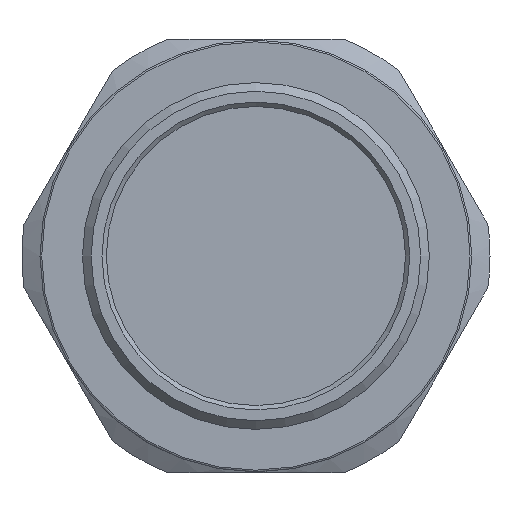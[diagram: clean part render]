
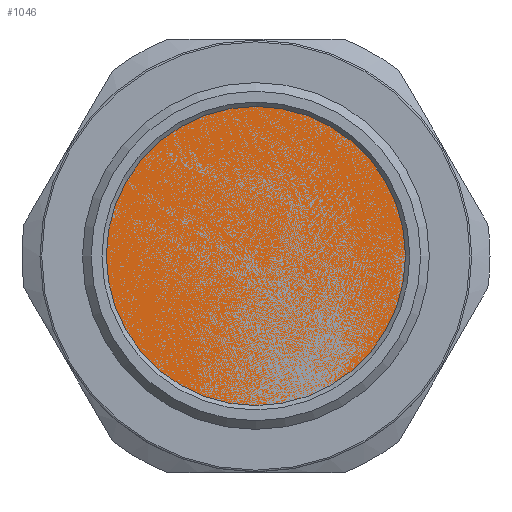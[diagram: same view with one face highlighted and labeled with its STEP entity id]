
A CAD part, front view. The second image highlights one B-rep face of the part: STEP entity #1046.
In plain terms, the highlighted planar face has unit normal (0, 1, 0).
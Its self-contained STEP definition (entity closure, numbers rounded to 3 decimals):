
#335=FACE_OUTER_BOUND('',#402,.T.);
#402=EDGE_LOOP('',(#963));
#466=CIRCLE('',#1190,20.);
#554=VERTEX_POINT('',#1863);
#691=EDGE_CURVE('',#554,#554,#466,.T.);
#963=ORIENTED_EDGE('',*,*,#691,.T.);
#986=PLANE('',#1189);
#1046=ADVANCED_FACE('',(#335),#986,.T.);
#1189=AXIS2_PLACEMENT_3D('',#1862,#1497,#1498);
#1190=AXIS2_PLACEMENT_3D('',#1864,#1499,#1500);
#1497=DIRECTION('center_axis',(0.,1.,0.));
#1498=DIRECTION('ref_axis',(0.,0.,1.));
#1499=DIRECTION('center_axis',(0.,1.,0.));
#1500=DIRECTION('ref_axis',(1.,0.,0.));
#1862=CARTESIAN_POINT('Origin',(13.496,11.003,0.));
#1863=CARTESIAN_POINT('',(-6.504,11.003,0.));
#1864=CARTESIAN_POINT('Origin',(13.496,11.003,0.));
